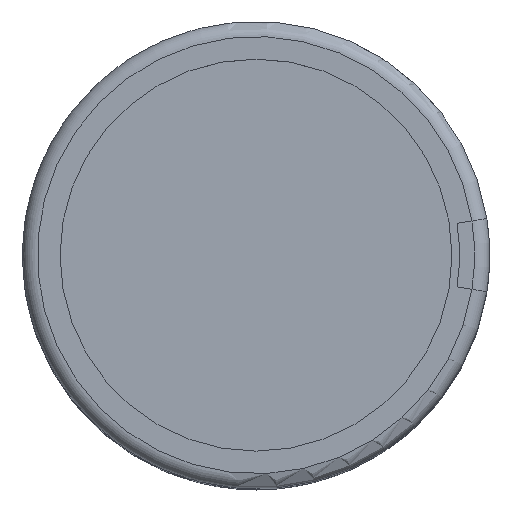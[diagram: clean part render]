
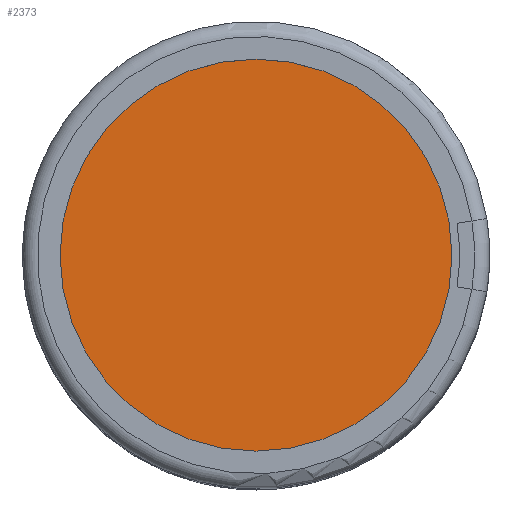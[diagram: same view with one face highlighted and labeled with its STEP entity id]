
A CAD part, top view. The second image highlights one B-rep face of the part: STEP entity #2373.
In plain terms, the highlighted planar face has unit normal (0, 0, 1).
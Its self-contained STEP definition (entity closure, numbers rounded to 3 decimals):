
#2305=CARTESIAN_POINT('',(13.,0.0,46.8));
#2306=VERTEX_POINT('',#2305);
#2322=CARTESIAN_POINT('',(-13.0,0.,46.8));
#2323=VERTEX_POINT('',#2322);
#2330=CARTESIAN_POINT('',(0.0,0.0,46.8));
#2331=DIRECTION('',(0.0,0.0,1.0));
#2332=DIRECTION('',(1.0,0.0,0.0));
#2333=AXIS2_PLACEMENT_3D('',#2330,#2331,#2332);
#2334=CIRCLE('',#2333,13.0);
#2335=EDGE_CURVE('',#2306,#2323,#2334,.T.);
#2346=CARTESIAN_POINT('',(0.0,0.0,46.8));
#2347=DIRECTION('',(0.0,0.0,1.0));
#2348=DIRECTION('',(1.0,0.0,0.0));
#2349=AXIS2_PLACEMENT_3D('',#2346,#2347,#2348);
#2350=CIRCLE('',#2349,13.0);
#2351=EDGE_CURVE('',#2323,#2306,#2350,.T.);
#2364=CARTESIAN_POINT('',(0.0,0.0,46.8));
#2365=DIRECTION('',(0.0,0.0,1.0));
#2366=DIRECTION('',(-1.0,0.0,0.0));
#2367=AXIS2_PLACEMENT_3D('',#2364,#2365,#2366);
#2368=PLANE('',#2367);
#2369=ORIENTED_EDGE('',*,*,#2335,.T.);
#2370=ORIENTED_EDGE('',*,*,#2351,.T.);
#2371=EDGE_LOOP('',(#2369,#2370));
#2372=FACE_OUTER_BOUND('',#2371,.T.);
#2373=ADVANCED_FACE('',(#2372),#2368,.T.);
